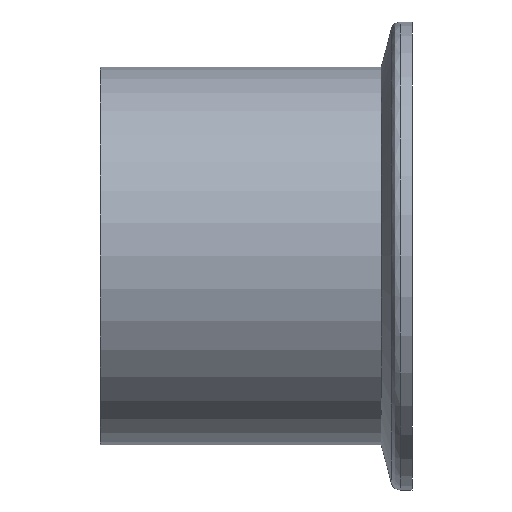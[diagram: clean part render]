
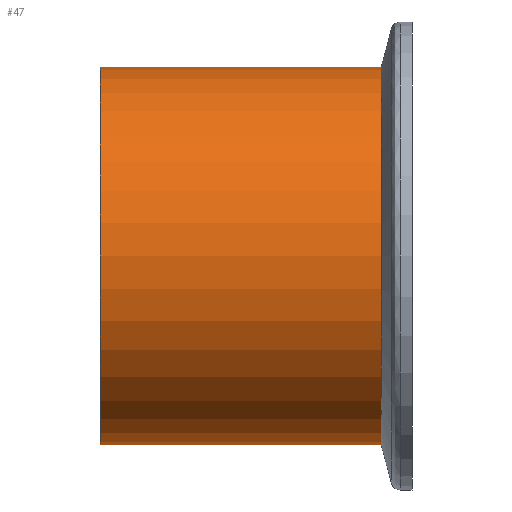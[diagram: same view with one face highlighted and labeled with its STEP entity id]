
A CAD part, front view. The second image highlights one B-rep face of the part: STEP entity #47.
In plain terms, the highlighted cylindrical face has radius 30.25 mm (diameter 60.5 mm), a partial arc.
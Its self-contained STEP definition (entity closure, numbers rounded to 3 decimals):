
#47=ADVANCED_FACE('',(#129),#128,.T.);
#128=CYLINDRICAL_SURFACE('',#249,30.25);
#129=FACE_OUTER_BOUND('',#250,.T.);
#246=CARTESIAN_POINT('',(0.,0.,0.));
#247=DIRECTION('',(1.,0.,0.));
#248=DIRECTION('',(0.,0.,1.));
#249=AXIS2_PLACEMENT_3D('',#246,#247,#248);
#250=EDGE_LOOP('',(#368,#369,#370,#371));
#368=ORIENTED_EDGE('',*,*,#416,.T.);
#369=ORIENTED_EDGE('',*,*,#417,.F.);
#370=ORIENTED_EDGE('',*,*,#409,.F.);
#371=ORIENTED_EDGE('',*,*,#418,.T.);
#409=EDGE_CURVE('',#487,#486,#494,.T.);
#416=EDGE_CURVE('',#538,#539,#540,.T.);
#417=EDGE_CURVE('',#486,#539,#546,.T.);
#418=EDGE_CURVE('',#487,#538,#552,.T.);
#486=VERTEX_POINT('',#668);
#487=VERTEX_POINT('',#669);
#494=CIRCLE('',#677,30.25);
#538=VERTEX_POINT('',#696);
#539=VERTEX_POINT('',#697);
#540=CIRCLE('',#701,30.25);
#546=(BOUNDED_CURVE() B_SPLINE_CURVE(1,(#702,#703),.UNSPECIFIED.,.F.,.F.) B_SPLINE_CURVE_WITH_KNOTS((2,2),(0.083,0.917),.UNSPECIFIED.) CURVE() GEOMETRIC_REPRESENTATION_ITEM() RATIONAL_B_SPLINE_CURVE((1.,1.)) REPRESENTATION_ITEM('') );
#552=(BOUNDED_CURVE() B_SPLINE_CURVE(1,(#704,#705),.UNSPECIFIED.,.F.,.F.) B_SPLINE_CURVE_WITH_KNOTS((2,2),(0.083,0.917),.UNSPECIFIED.) CURVE() GEOMETRIC_REPRESENTATION_ITEM() RATIONAL_B_SPLINE_CURVE((0.75,0.75)) REPRESENTATION_ITEM('') );
#668=CARTESIAN_POINT('',(0.,0.,30.25));
#669=CARTESIAN_POINT('',(0.,0.,-30.25));
#674=CARTESIAN_POINT('',(0.,0.,0.));
#675=DIRECTION('',(-1.,0.,0.));
#676=DIRECTION('',(0.,0.,1.));
#677=AXIS2_PLACEMENT_3D('',#674,#675,#676);
#696=CARTESIAN_POINT('',(45.057,0.,-30.25));
#697=CARTESIAN_POINT('',(45.057,0.,30.25));
#698=CARTESIAN_POINT('',(45.057,0.,0.));
#699=DIRECTION('',(-1.,0.,0.));
#700=DIRECTION('',(0.,0.,1.));
#701=AXIS2_PLACEMENT_3D('',#698,#699,#700);
#702=CARTESIAN_POINT('',(0.,0.,30.25));
#703=CARTESIAN_POINT('',(45.057,0.,30.25));
#704=CARTESIAN_POINT('',(0.,0.,-30.25));
#705=CARTESIAN_POINT('',(45.057,0.,-30.25));
